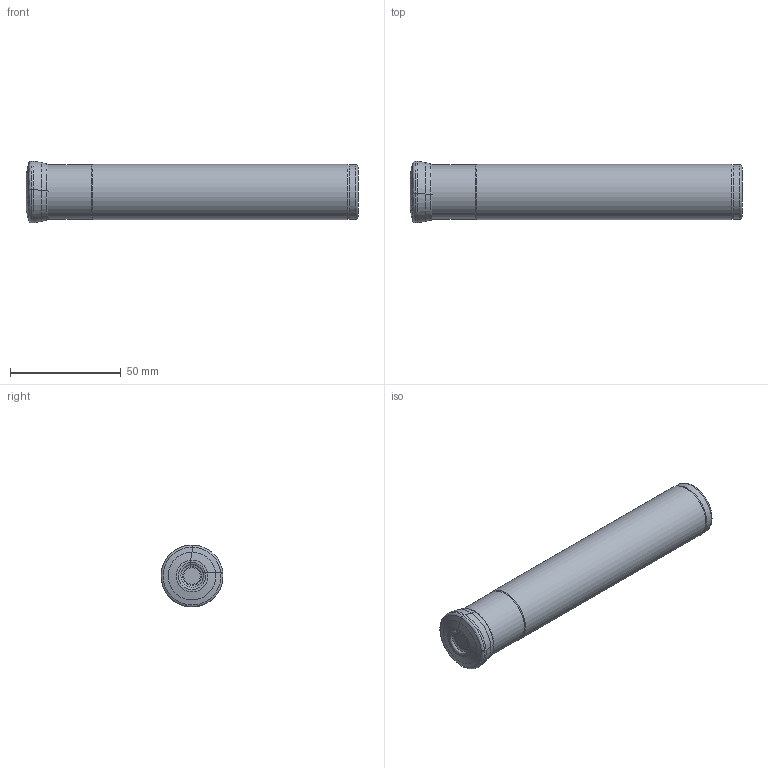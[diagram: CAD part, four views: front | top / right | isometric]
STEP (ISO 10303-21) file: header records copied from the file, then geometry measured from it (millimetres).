
FILE_DESCRIPTION(/* description */ (''),/* implementation_level */ '2;1');
FILE_NAME(/* name */ 'AHFMC-SD09T3-D28-C25-L150-Z02.stp',/* time_stamp */ '2023-10-30T12:12:30+03:00',/* author */ (''),/* organization */ (''),/* preprocessor_version */ 'ST-DEVELOPER v19.4',/* originating_system */ 'SIEMENS PLM Software NX2306.5001',/* authorisation */ '');
FILE_SCHEMA (('AUTOMOTIVE_DESIGN { 1 0 10303 214 3 1 1 1 }'));
Length unit declared in the file: millimetre
Products named in the file (1): AHFMC-SD09T3-D28-C25-L150-Z02-LIGHT_x_t_objects
Bounding box: 150 x 27.93 x 27.96 mm (x, y, z)
Volume: 77431.9 mm3; surface area: 14518.6 mm2
Topology: 2 solids, 2 shells, 49 faces, 95 edges, 48 vertices
Faces by surface type: bspline 28, torus 6, plane 6, revolution 3, cylinder 3, cone 3
Full cylindrical faces by diameter (mm): 24.5 x2, 25 x1
Entity records: 1486 total; most frequent: CARTESIAN_POINT 592, DIRECTION 177, ORIENTED_EDGE 160, EDGE_CURVE 80, AXIS2_PLACEMENT_3D 75, EDGE_LOOP 64, CIRCLE 56, ADVANCED_FACE 49
